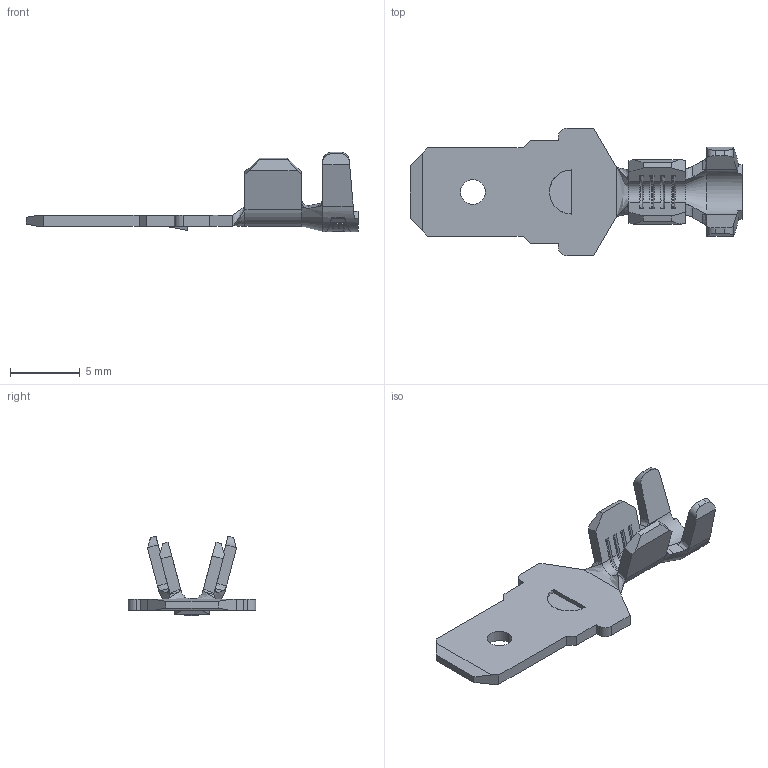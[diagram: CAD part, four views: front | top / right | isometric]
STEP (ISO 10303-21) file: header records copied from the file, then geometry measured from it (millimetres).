
FILE_DESCRIPTION (( 'STEP AP203' ), '1' );
FILE_NAME ('08202.STEP', '2015-01-29T15:57:29', ( '' ), ( '' ), 'SwSTEP 2.0', 'SolidWorks 2014', '' );
FILE_SCHEMA (( 'CONFIG_CONTROL_DESIGN' ));
Length unit declared in the file: inch
Products named in the file (1): 08202
Bounding box: 23.88 x 9.18 x 5.71 mm (x, y, z)
Volume: 141.8 mm3; surface area: 437.8 mm2
Topology: 1 solids, 1 shells, 192 faces, 498 edges, 317 vertices
Faces by surface type: plane 120, bspline 39, cylinder 25, cone 8
Entity records: 7154 total; most frequent: CARTESIAN_POINT 2725, ORIENTED_EDGE 996, DIRECTION 739, EDGE_CURVE 498, VECTOR 335, LINE 335, VERTEX_POINT 317, EDGE_LOOP 203
